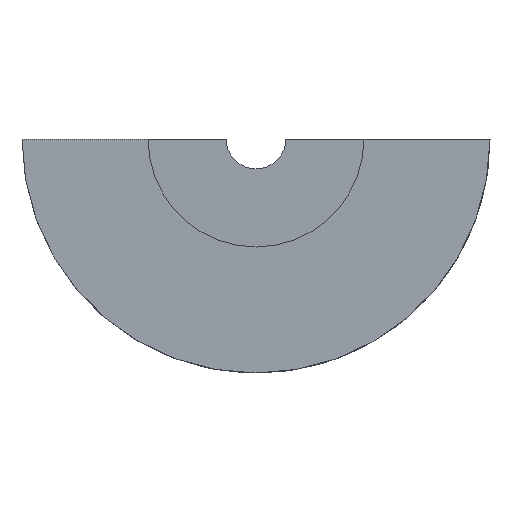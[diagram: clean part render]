
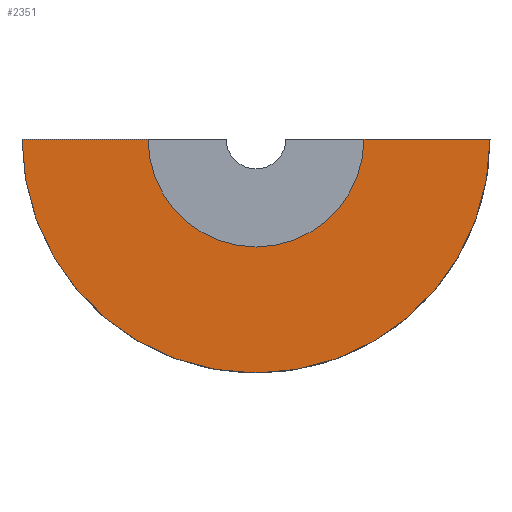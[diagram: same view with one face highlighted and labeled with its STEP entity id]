
A CAD part, left-side view. The second image highlights one B-rep face of the part: STEP entity #2351.
In plain terms, the highlighted planar face has unit normal (-1, 0, 0).
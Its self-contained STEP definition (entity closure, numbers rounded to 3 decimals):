
#72 = PLANE('',#73);
#73 = AXIS2_PLACEMENT_3D('',#74,#75,#76);
#74 = CARTESIAN_POINT('',(0.,0.,0.));
#75 = DIRECTION('',(0.,0.,1.));
#76 = DIRECTION('',(1.,0.,-0.));
#125 = PLANE('',#126);
#126 = AXIS2_PLACEMENT_3D('',#127,#128,#129);
#127 = CARTESIAN_POINT('',(0.,0.,0.));
#128 = DIRECTION('',(0.,0.,1.));
#129 = DIRECTION('',(1.,0.,-0.));
#259 = VERTEX_POINT('',#260);
#260 = CARTESIAN_POINT('',(-40.,-15.,0.));
#273 = CYLINDRICAL_SURFACE('',#274,15.);
#274 = AXIS2_PLACEMENT_3D('',#275,#276,#277);
#275 = CARTESIAN_POINT('',(-40.,0.,0.));
#276 = DIRECTION('',(-1.,-0.,-0.));
#277 = DIRECTION('',(0.,1.,0.));
#284 = EDGE_CURVE('',#259,#285,#287,.T.);
#285 = VERTEX_POINT('',#286);
#286 = CARTESIAN_POINT('',(-40.,-32.5,0.));
#287 = SURFACE_CURVE('',#288,(#292,#298),.PCURVE_S1.);
#288 = LINE('',#289,#290);
#289 = CARTESIAN_POINT('',(-40.,0.,0.));
#290 = VECTOR('',#291,1.);
#291 = DIRECTION('',(0.,-1.,0.));
#292 = PCURVE('',#125,#293);
#293 = DEFINITIONAL_REPRESENTATION('',(#294),#297);
#294 = B_SPLINE_CURVE_WITH_KNOTS('',1,(#295,#296),.UNSPECIFIED.,.F.,.F.,
  (2,2),(-32.5,32.5),.PIECEWISE_BEZIER_KNOTS.);
#295 = CARTESIAN_POINT('',(-40.,32.5));
#296 = CARTESIAN_POINT('',(-40.,-32.5));
#297 = ( GEOMETRIC_REPRESENTATION_CONTEXT(2) 
PARAMETRIC_REPRESENTATION_CONTEXT() REPRESENTATION_CONTEXT('2D SPACE',''
  ) );
#298 = PCURVE('',#299,#304);
#299 = PLANE('',#300);
#300 = AXIS2_PLACEMENT_3D('',#301,#302,#303);
#301 = CARTESIAN_POINT('',(-40.,0.,0.));
#302 = DIRECTION('',(1.,0.,0.));
#303 = DIRECTION('',(-0.,1.,0.));
#304 = DEFINITIONAL_REPRESENTATION('',(#305),#308);
#305 = B_SPLINE_CURVE_WITH_KNOTS('',1,(#306,#307),.UNSPECIFIED.,.F.,.F.,
  (2,2),(-32.5,32.5),.PIECEWISE_BEZIER_KNOTS.);
#306 = CARTESIAN_POINT('',(32.5,0.));
#307 = CARTESIAN_POINT('',(-32.5,0.));
#308 = ( GEOMETRIC_REPRESENTATION_CONTEXT(2) 
PARAMETRIC_REPRESENTATION_CONTEXT() REPRESENTATION_CONTEXT('2D SPACE',''
  ) );
#325 = CYLINDRICAL_SURFACE('',#326,32.5);
#326 = AXIS2_PLACEMENT_3D('',#327,#328,#329);
#327 = CARTESIAN_POINT('',(40.,0.,0.));
#328 = DIRECTION('',(-1.,-0.,-0.));
#329 = DIRECTION('',(0.,1.,0.));
#1281 = VERTEX_POINT('',#1282);
#1282 = CARTESIAN_POINT('',(-40.,32.5,0.));
#1303 = EDGE_CURVE('',#1281,#1304,#1306,.T.);
#1304 = VERTEX_POINT('',#1305);
#1305 = CARTESIAN_POINT('',(-40.,15.,0.));
#1306 = SURFACE_CURVE('',#1307,(#1311,#1317),.PCURVE_S1.);
#1307 = LINE('',#1308,#1309);
#1308 = CARTESIAN_POINT('',(-40.,0.,0.));
#1309 = VECTOR('',#1310,1.);
#1310 = DIRECTION('',(0.,-1.,0.));
#1311 = PCURVE('',#72,#1312);
#1312 = DEFINITIONAL_REPRESENTATION('',(#1313),#1316);
#1313 = B_SPLINE_CURVE_WITH_KNOTS('',1,(#1314,#1315),.UNSPECIFIED.,.F.,
  .F.,(2,2),(-32.5,32.5),.PIECEWISE_BEZIER_KNOTS.);
#1314 = CARTESIAN_POINT('',(-40.,32.5));
#1315 = CARTESIAN_POINT('',(-40.,-32.5));
#1316 = ( GEOMETRIC_REPRESENTATION_CONTEXT(2) 
PARAMETRIC_REPRESENTATION_CONTEXT() REPRESENTATION_CONTEXT('2D SPACE',''
  ) );
#1317 = PCURVE('',#299,#1318);
#1318 = DEFINITIONAL_REPRESENTATION('',(#1319),#1322);
#1319 = B_SPLINE_CURVE_WITH_KNOTS('',1,(#1320,#1321),.UNSPECIFIED.,.F.,
  .F.,(2,2),(-32.5,32.5),.PIECEWISE_BEZIER_KNOTS.);
#1320 = CARTESIAN_POINT('',(32.5,0.));
#1321 = CARTESIAN_POINT('',(-32.5,0.));
#1322 = ( GEOMETRIC_REPRESENTATION_CONTEXT(2) 
PARAMETRIC_REPRESENTATION_CONTEXT() REPRESENTATION_CONTEXT('2D SPACE',''
  ) );
#2329 = EDGE_CURVE('',#285,#1281,#2330,.T.);
#2330 = SURFACE_CURVE('',#2331,(#2336,#2343),.PCURVE_S1.);
#2331 = CIRCLE('',#2332,32.5);
#2332 = AXIS2_PLACEMENT_3D('',#2333,#2334,#2335);
#2333 = CARTESIAN_POINT('',(-40.,0.,0.));
#2334 = DIRECTION('',(1.,0.,0.));
#2335 = DIRECTION('',(-0.,1.,0.));
#2336 = PCURVE('',#325,#2337);
#2337 = DEFINITIONAL_REPRESENTATION('',(#2338),#2342);
#2338 = LINE('',#2339,#2340);
#2339 = CARTESIAN_POINT('',(-0.,80.));
#2340 = VECTOR('',#2341,1.);
#2341 = DIRECTION('',(-1.,0.));
#2342 = ( GEOMETRIC_REPRESENTATION_CONTEXT(2) 
PARAMETRIC_REPRESENTATION_CONTEXT() REPRESENTATION_CONTEXT('2D SPACE',''
  ) );
#2343 = PCURVE('',#299,#2344);
#2344 = DEFINITIONAL_REPRESENTATION('',(#2345),#2349);
#2345 = CIRCLE('',#2346,32.5);
#2346 = AXIS2_PLACEMENT_2D('',#2347,#2348);
#2347 = CARTESIAN_POINT('',(0.,0.));
#2348 = DIRECTION('',(1.,0.));
#2349 = ( GEOMETRIC_REPRESENTATION_CONTEXT(2) 
PARAMETRIC_REPRESENTATION_CONTEXT() REPRESENTATION_CONTEXT('2D SPACE',''
  ) );
#2351 = ADVANCED_FACE('',(#2352),#299,.F.);
#2352 = FACE_BOUND('',#2353,.F.);
#2353 = EDGE_LOOP('',(#2354,#2355,#2356,#2378));
#2354 = ORIENTED_EDGE('',*,*,#2329,.T.);
#2355 = ORIENTED_EDGE('',*,*,#1303,.T.);
#2356 = ORIENTED_EDGE('',*,*,#2357,.F.);
#2357 = EDGE_CURVE('',#259,#1304,#2358,.T.);
#2358 = SURFACE_CURVE('',#2359,(#2364,#2371),.PCURVE_S1.);
#2359 = CIRCLE('',#2360,15.);
#2360 = AXIS2_PLACEMENT_3D('',#2361,#2362,#2363);
#2361 = CARTESIAN_POINT('',(-40.,0.,0.));
#2362 = DIRECTION('',(1.,0.,0.));
#2363 = DIRECTION('',(-0.,1.,0.));
#2364 = PCURVE('',#299,#2365);
#2365 = DEFINITIONAL_REPRESENTATION('',(#2366),#2370);
#2366 = CIRCLE('',#2367,15.);
#2367 = AXIS2_PLACEMENT_2D('',#2368,#2369);
#2368 = CARTESIAN_POINT('',(0.,0.));
#2369 = DIRECTION('',(1.,0.));
#2370 = ( GEOMETRIC_REPRESENTATION_CONTEXT(2) 
PARAMETRIC_REPRESENTATION_CONTEXT() REPRESENTATION_CONTEXT('2D SPACE',''
  ) );
#2371 = PCURVE('',#273,#2372);
#2372 = DEFINITIONAL_REPRESENTATION('',(#2373),#2377);
#2373 = LINE('',#2374,#2375);
#2374 = CARTESIAN_POINT('',(-0.,0.));
#2375 = VECTOR('',#2376,1.);
#2376 = DIRECTION('',(-1.,0.));
#2377 = ( GEOMETRIC_REPRESENTATION_CONTEXT(2) 
PARAMETRIC_REPRESENTATION_CONTEXT() REPRESENTATION_CONTEXT('2D SPACE',''
  ) );
#2378 = ORIENTED_EDGE('',*,*,#284,.T.);
